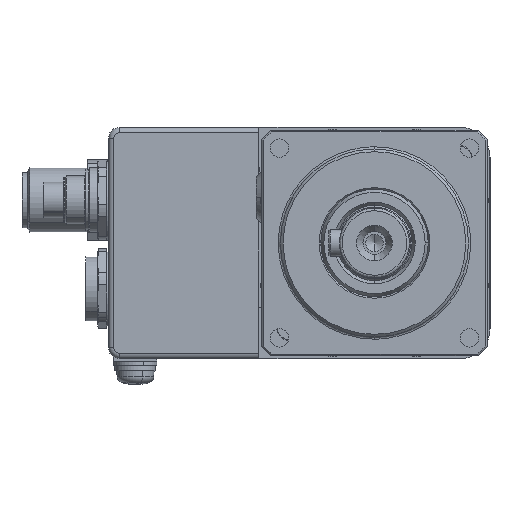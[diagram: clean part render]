
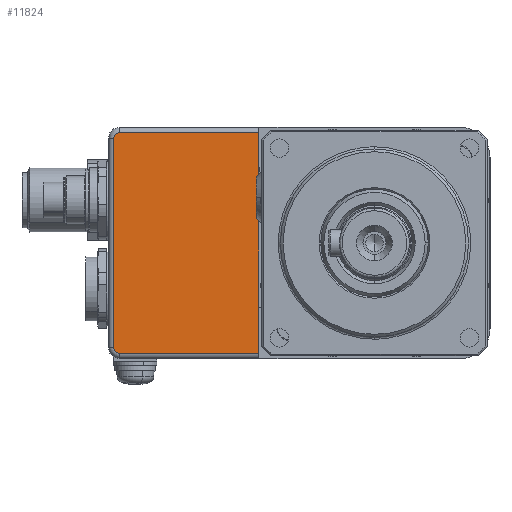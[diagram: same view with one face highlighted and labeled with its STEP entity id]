
A CAD part, left-side view. The second image highlights one B-rep face of the part: STEP entity #11824.
In plain terms, the highlighted planar face has unit normal (-1, 0, 0).
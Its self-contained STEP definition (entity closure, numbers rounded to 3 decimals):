
#1407 = VERTEX_POINT ( 'NONE', #55298 ) ;
#4436 = LINE ( 'NONE', #66217, #12488 ) ;
#6707 = LINE ( 'NONE', #67785, #48806 ) ;
#9915 = DIRECTION ( 'NONE',  ( 0., 0., -1. ) ) ;
#10451 = ORIENTED_EDGE ( 'NONE', *, *, #128700, .T. ) ;
#11191 = CARTESIAN_POINT ( 'NONE',  ( -46., 70., -2. ) ) ;
#11493 = PLANE ( 'NONE',  #122640 ) ;
#11824 = ADVANCED_FACE ( 'NONE', ( #97003 ), #11493, .F. ) ;
#12488 = VECTOR ( 'NONE', #116827, 1000. ) ;
#26593 = CARTESIAN_POINT ( 'NONE',  ( -46., 69., -41. ) ) ;
#27259 = CARTESIAN_POINT ( 'NONE',  ( -46., 69., -1. ) ) ;
#31950 = VECTOR ( 'NONE', #120721, 1000. ) ;
#32339 = DIRECTION ( 'NONE',  ( 1., 0., 0. ) ) ;
#33842 = VECTOR ( 'NONE', #9915, 1000. ) ;
#38173 = ORIENTED_EDGE ( 'NONE', *, *, #115274, .F. ) ;
#39839 = EDGE_CURVE ( 'NONE', #112621, #95573, #63945, .T. ) ;
#40193 = CARTESIAN_POINT ( 'NONE',  ( -46., 69., -2. ) ) ;
#42943 = CARTESIAN_POINT ( 'NONE',  ( -46., 70., 0. ) ) ;
#44983 = AXIS2_PLACEMENT_3D ( 'NONE', #26593, #99961, #110340 ) ;
#48757 = EDGE_CURVE ( 'NONE', #106638, #93754, #6707, .T. ) ;
#48806 = VECTOR ( 'NONE', #78131, 1000. ) ;
#55298 = CARTESIAN_POINT ( 'NONE',  ( -46., 43., -42. ) ) ;
#56447 = ORIENTED_EDGE ( 'NONE', *, *, #114073, .T. ) ;
#59513 = LINE ( 'NONE', #70153, #31950 ) ;
#61025 = DIRECTION ( 'NONE',  ( -1., 0., 0. ) ) ;
#62302 = CARTESIAN_POINT ( 'NONE',  ( -46., 0., 0. ) ) ;
#63945 = CIRCLE ( 'NONE', #44983, 1. ) ;
#64126 = DIRECTION ( 'NONE',  ( 0., 0., -1. ) ) ;
#66217 = CARTESIAN_POINT ( 'NONE',  ( -46., 43., 0. ) ) ;
#67007 = EDGE_CURVE ( 'NONE', #95573, #1407, #59513, .T. ) ;
#67785 = CARTESIAN_POINT ( 'NONE',  ( -46., 0., -1. ) ) ;
#70153 = CARTESIAN_POINT ( 'NONE',  ( -46., 43., -42. ) ) ;
#71447 = EDGE_LOOP ( 'NONE', ( #122335, #113399, #38173, #86027, #10451, #56447 ) ) ;
#72179 = AXIS2_PLACEMENT_3D ( 'NONE', #40193, #61025, #64126 ) ;
#73161 = DIRECTION ( 'NONE',  ( 0., 0., -1. ) ) ;
#78131 = DIRECTION ( 'NONE',  ( 0., 1., 0. ) ) ;
#86027 = ORIENTED_EDGE ( 'NONE', *, *, #48757, .T. ) ;
#88899 = CARTESIAN_POINT ( 'NONE',  ( -46., 69., -42. ) ) ;
#91988 = CIRCLE ( 'NONE', #72179, 1. ) ;
#93754 = VERTEX_POINT ( 'NONE', #27259 ) ;
#95573 = VERTEX_POINT ( 'NONE', #88899 ) ;
#97003 = FACE_OUTER_BOUND ( 'NONE', #71447, .T. ) ;
#99961 = DIRECTION ( 'NONE',  ( -1., 0., 0. ) ) ;
#103538 = LINE ( 'NONE', #42943, #33842 ) ;
#106638 = VERTEX_POINT ( 'NONE', #122957 ) ;
#110340 = DIRECTION ( 'NONE',  ( 0., 0., -1. ) ) ;
#112621 = VERTEX_POINT ( 'NONE', #133084 ) ;
#113399 = ORIENTED_EDGE ( 'NONE', *, *, #67007, .T. ) ;
#114073 = EDGE_CURVE ( 'NONE', #124914, #112621, #103538, .T. ) ;
#115274 = EDGE_CURVE ( 'NONE', #106638, #1407, #4436, .T. ) ;
#116827 = DIRECTION ( 'NONE',  ( 0., 0., -1. ) ) ;
#120721 = DIRECTION ( 'NONE',  ( 0., -1., 0. ) ) ;
#122335 = ORIENTED_EDGE ( 'NONE', *, *, #39839, .T. ) ;
#122640 = AXIS2_PLACEMENT_3D ( 'NONE', #62302, #32339, #73161 ) ;
#122957 = CARTESIAN_POINT ( 'NONE',  ( -46., 43., -1. ) ) ;
#124914 = VERTEX_POINT ( 'NONE', #11191 ) ;
#128700 = EDGE_CURVE ( 'NONE', #93754, #124914, #91988, .T. ) ;
#133084 = CARTESIAN_POINT ( 'NONE',  ( -46., 70., -41. ) ) ;
